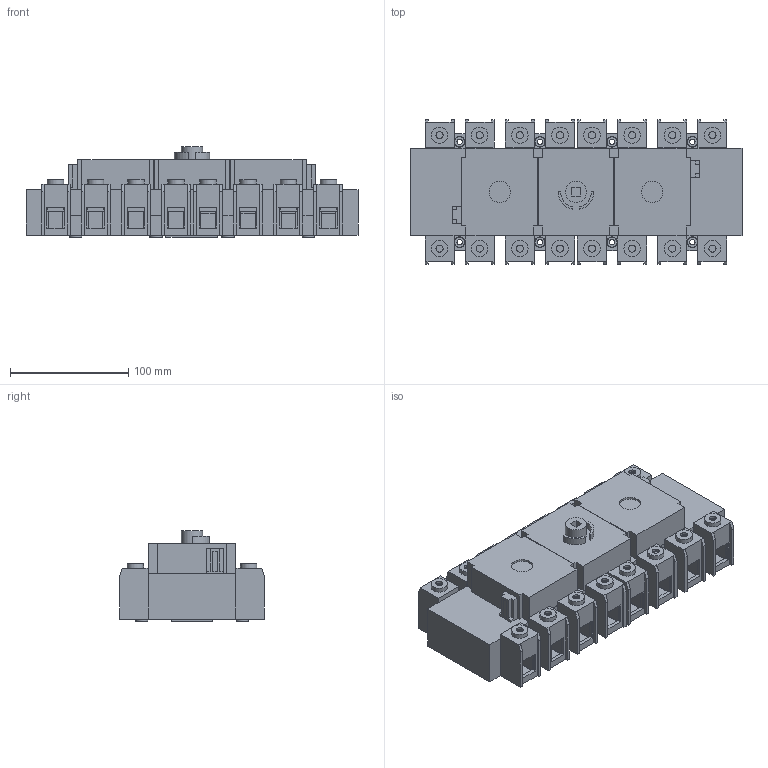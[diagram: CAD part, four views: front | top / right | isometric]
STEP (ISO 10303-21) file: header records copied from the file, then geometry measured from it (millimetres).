
FILE_DESCRIPTION((''),'2;1');
FILE_NAME('Conmut S5000L-125-160-200A 3P_brida (2010-10).stp','2010-10-05T08:44:36',('idi'),(''),'Autodesk Inventor 2010','Autodesk Inventor 2010','');
FILE_SCHEMA(('AUTOMOTIVE_DESIGN { 1 0 10303 214 1 1 1 1 }'));
Length unit declared in the file: millimetre
Products named in the file (1): BLOQUE 3D S5L-0 160 3P BRIDA
Bounding box: 281 x 122.4 x 77 mm (x, y, z)
Volume: 1454609.4 mm3; surface area: 190999.9 mm2
Topology: 1 solids, 1 shells, 1125 faces, 2997 edges, 1956 vertices
Faces by surface type: plane 1014, cylinder 103, cone 8
Full cylindrical faces by diameter (mm): 4.5 x8, 6 x16, 9 x16, 10.281 x8, 13.926 x16, 18 x3
Entity records: 34194 total; most frequent: CARTESIAN_POINT 5920, ORIENTED_EDGE 5760, DIRECTION 5354, EDGE_CURVE 2880, VECTOR 2658, LINE 2658, VERTEX_POINT 1914, AXIS2_PLACEMENT_3D 1348
